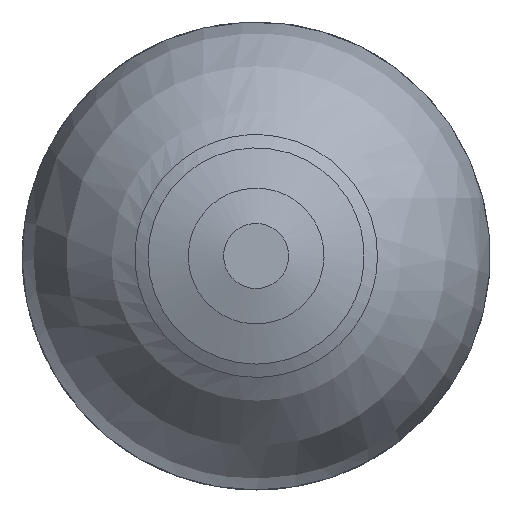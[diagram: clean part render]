
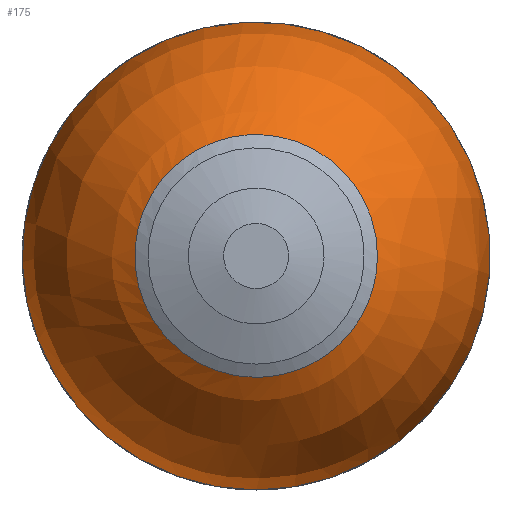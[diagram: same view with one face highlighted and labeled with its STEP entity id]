
A CAD part, left-side view. The second image highlights one B-rep face of the part: STEP entity #175.
In plain terms, the highlighted face is a revolution surface.
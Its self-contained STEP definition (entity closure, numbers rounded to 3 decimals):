
#34=SURFACE_OF_REVOLUTION('',#109,#40);
#40=AXIS1_PLACEMENT('',#854,#571);
#44=(
BOUNDED_CURVE()
B_SPLINE_CURVE(3,(#832,#833,#834,#835,#836,#837,#838),.UNSPECIFIED.,.T.,
 .F.)
B_SPLINE_CURVE_WITH_KNOTS((1,3,3,3,1),(-0.5,0.,0.5,1.,1.5),
 .UNSPECIFIED.)
CURVE()
GEOMETRIC_REPRESENTATION_ITEM()
RATIONAL_B_SPLINE_CURVE((1.,0.333,0.333,1.,0.333,
0.333,1.))
REPRESENTATION_ITEM('')
);
#109=B_SPLINE_CURVE_WITH_KNOTS('',3,(#847,#848,#849,#850,#851,#852,#853),
 .UNSPECIFIED.,.F.,.F.,(4,1,1,1,4),(0.,0.25,0.5,0.75,1.),.UNSPECIFIED.);
#143=FACE_BOUND('',#241,.T.);
#144=FACE_BOUND('',#242,.T.);
#175=ADVANCED_FACE('',(#143,#144),#34,.F.);
#241=EDGE_LOOP('',(#325));
#242=EDGE_LOOP('',(#326));
#325=ORIENTED_EDGE('',*,*,#401,.T.);
#326=ORIENTED_EDGE('',*,*,#403,.F.);
#359=VERTEX_POINT('',#839);
#361=VERTEX_POINT('',#846);
#401=EDGE_CURVE('',#359,#359,#44,.T.);
#403=EDGE_CURVE('',#361,#361,#423,.T.);
#423=CIRCLE('',#467,5.);
#467=AXIS2_PLACEMENT_3D('',#845,#569,#570);
#569=DIRECTION('',(1.,0.,0.));
#570=DIRECTION('',(0.,0.,-1.));
#571=DIRECTION('',(1.,0.,0.));
#832=CARTESIAN_POINT('',(0.725,0.,-2.593));
#833=CARTESIAN_POINT('',(0.725,5.186,-2.593));
#834=CARTESIAN_POINT('',(0.725,5.186,2.593));
#835=CARTESIAN_POINT('',(0.725,0.,2.593));
#836=CARTESIAN_POINT('',(0.725,-5.186,2.593));
#837=CARTESIAN_POINT('',(0.725,-5.186,-2.593));
#838=CARTESIAN_POINT('',(0.725,0.,-2.593));
#839=CARTESIAN_POINT('',(0.724,0.,-2.593));
#845=CARTESIAN_POINT('',(5.,0.,0.));
#846=CARTESIAN_POINT('',(5.,0.,-5.));
#847=CARTESIAN_POINT('',(5.,-4.841,1.25));
#848=CARTESIAN_POINT('',(4.557,-4.842,1.25));
#849=CARTESIAN_POINT('',(3.672,-4.719,1.25));
#850=CARTESIAN_POINT('',(2.443,-4.183,1.25));
#851=CARTESIAN_POINT('',(1.406,-3.334,1.25));
#852=CARTESIAN_POINT('',(0.894,-2.603,1.25));
#853=CARTESIAN_POINT('',(0.692,-2.209,1.25));
#854=CARTESIAN_POINT('',(5.,0.,0.));
